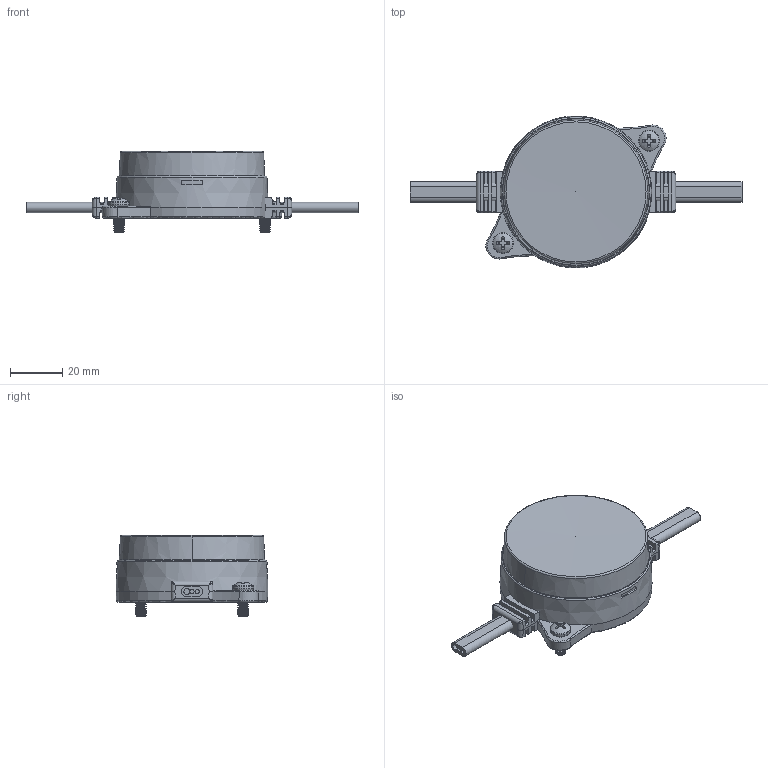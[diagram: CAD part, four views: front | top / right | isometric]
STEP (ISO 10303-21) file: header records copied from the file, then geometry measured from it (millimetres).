
FILE_DESCRIPTION(/* description */ (''),/* implementation_level */ '2;1');
FILE_NAME(/* name */ 'PXL-60 Flat For Public Release.step',/* time_stamp */ '2022-06-08T09:49:02+10:00',/* author */ (''),/* organization */ (''),/* preprocessor_version */ 'ST-DEVELOPER v18.1',/* originating_system */ 'Autodesk Translation Framework v10.14.0.1471',/* authorisation */ '');
FILE_SCHEMA (('AUTOMOTIVE_DESIGN { 1 0 10303 214 3 1 1 }'));
Length unit declared in the file: millimetre
Products named in the file (4): PXL-60-For Public Release; 92000A220; Component2; Component4
Assembly tree (4 placements, depth 2):
  PXL-60-For Public Release
    92000A220  x2
    Component2
    Component4
Bounding box: 126.6 x 57.88 x 30.94 mm (x, y, z)
Volume: 52800.8 mm3; surface area: 22119.1 mm2
Topology: 6 solids, 6 shells, 793 faces, 2171 edges, 1423 vertices
Faces by surface type: plane 368, bspline 259, cylinder 123, cone 24, torus 17, sphere 2
Full cylindrical faces by diameter (mm): 1.5 x1, 1.585 x2, 2.3 x2, 2.4 x1, 3.091 x26, 4 x26, 8 x2, 56.234 x1
Entity records: 30101 total; most frequent: CARTESIAN_POINT 13189, ORIENTED_EDGE 3980, DIRECTION 2606, EDGE_CURVE 1990, VERTEX_POINT 1309, LINE 1138, VECTOR 1138, EDGE_LOOP 783
